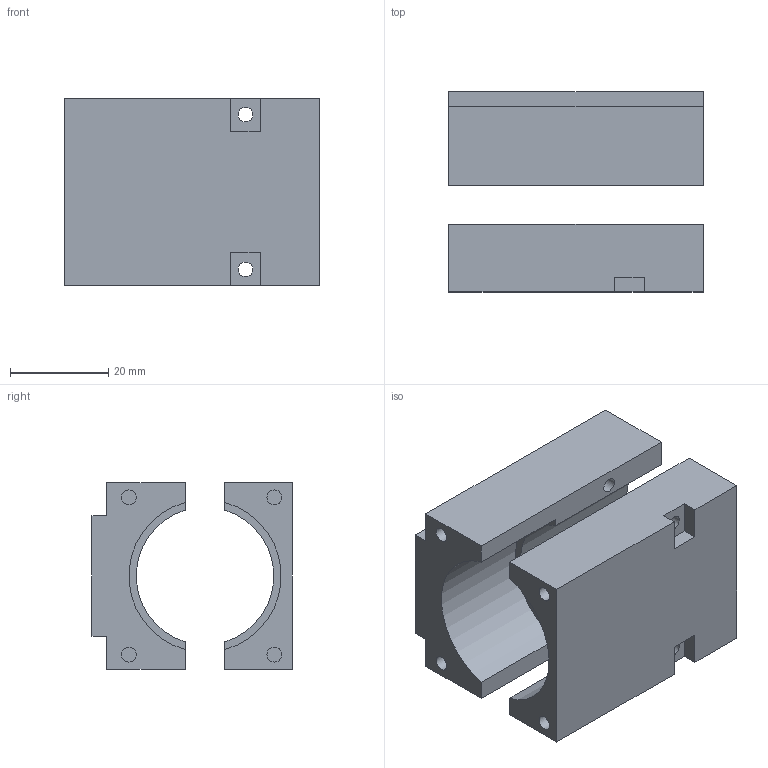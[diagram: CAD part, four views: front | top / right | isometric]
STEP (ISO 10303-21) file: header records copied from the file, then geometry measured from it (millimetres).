
FILE_DESCRIPTION(/* description */ (''),/* implementation_level */ '2;1');
FILE_NAME(/* name */ 'Soporte motor v2 v2.step',/* time_stamp */ '2024-07-10T10:35:15-03:00',/* author */ (''),/* organization */ (''),/* preprocessor_version */ 'ST-DEVELOPER v20',/* originating_system */ 'Autodesk Translation Framework v13.14.0.145',/* authorisation */ '');
FILE_SCHEMA (('AUTOMOTIVE_DESIGN { 1 0 10303 214 3 1 1 }'));
Length unit declared in the file: millimetre
Products named in the file (2): Soporte motor v2; agarreMotor
Assembly tree (1 placements, depth 2):
  Soporte motor v2
    agarreMotor
Bounding box: 51.75 x 40.7 x 38 mm (x, y, z)
Volume: 38116.9 mm3; surface area: 15197.8 mm2
Topology: 2 solids, 2 shells, 44 faces, 108 edges, 72 vertices
Faces by surface type: plane 32, cylinder 12
Full cylindrical faces by diameter (mm): 3 x8
Entity records: 1364 total; most frequent: CARTESIAN_POINT 227, DIRECTION 226, ORIENTED_EDGE 216, EDGE_CURVE 108, LINE 84, VECTOR 84, VERTEX_POINT 72, AXIS2_PLACEMENT_3D 71
